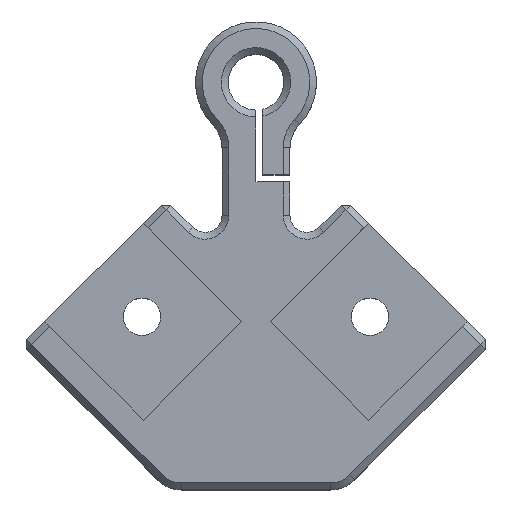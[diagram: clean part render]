
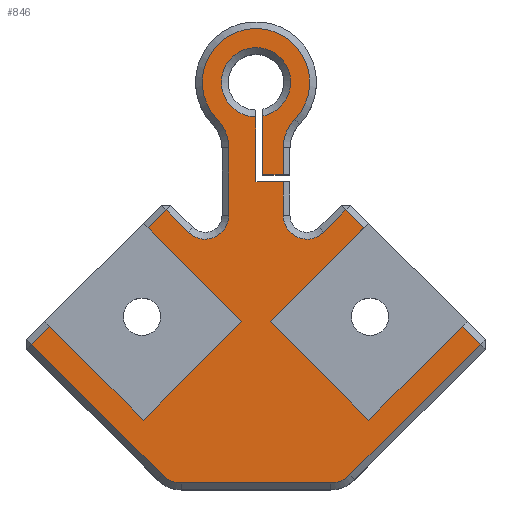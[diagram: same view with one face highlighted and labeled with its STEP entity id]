
A CAD part, top view. The second image highlights one B-rep face of the part: STEP entity #846.
In plain terms, the highlighted planar face has unit normal (0, 0, 1).
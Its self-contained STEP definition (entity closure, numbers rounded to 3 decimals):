
#362 = VERTEX_POINT('',#363);
#363 = CARTESIAN_POINT('',(5.683,-5.487,25.));
#369 = EDGE_CURVE('',#362,#370,#372,.T.);
#370 = VERTEX_POINT('',#371);
#371 = CARTESIAN_POINT('',(4.,-9.655,25.));
#372 = CIRCLE('',#373,6.);
#373 = AXIS2_PLACEMENT_3D('',#374,#375,#376);
#374 = CARTESIAN_POINT('',(10.,-9.655,25.));
#375 = DIRECTION('',(0.,0.,1.));
#376 = DIRECTION('',(-0.719,0.695,0.));
#428 = VERTEX_POINT('',#429);
#429 = CARTESIAN_POINT('',(1.,-13.655,25.));
#435 = EDGE_CURVE('',#428,#436,#438,.T.);
#436 = VERTEX_POINT('',#437);
#437 = CARTESIAN_POINT('',(4.,-13.655,25.));
#438 = LINE('',#439,#440);
#439 = CARTESIAN_POINT('',(1.,-13.655,25.));
#440 = VECTOR('',#441,1.);
#441 = DIRECTION('',(1.,0.,0.));
#458 = EDGE_CURVE('',#370,#436,#459,.T.);
#459 = LINE('',#460,#461);
#460 = CARTESIAN_POINT('',(4.,-9.655,25.));
#461 = VECTOR('',#462,1.);
#462 = DIRECTION('',(0.,-1.,0.));
#692 = VERTEX_POINT('',#693);
#693 = CARTESIAN_POINT('',(1.,-5.001,25.));
#700 = EDGE_CURVE('',#692,#428,#701,.T.);
#701 = LINE('',#702,#703);
#702 = CARTESIAN_POINT('',(1.,-3.976,25.));
#703 = VECTOR('',#704,1.);
#704 = DIRECTION('',(0.,-1.,0.));
#728 = VERTEX_POINT('',#729);
#729 = CARTESIAN_POINT('',(-5.683,-5.487,25.));
#735 = EDGE_CURVE('',#728,#362,#736,.T.);
#736 = CIRCLE('',#737,7.9);
#737 = AXIS2_PLACEMENT_3D('',#738,#739,#740);
#738 = CARTESIAN_POINT('',(0.,0.,25.));
#739 = DIRECTION('',(-0.,0.,-1.));
#740 = DIRECTION('',(-0.719,-0.695,0.));
#846 = ADVANCED_FACE('',(#847),#1058,.T.);
#847 = FACE_BOUND('',#848,.T.);
#848 = EDGE_LOOP('',(#849,#850,#851,#852,#853,#862,#870,#879,#887,#895,
    #903,#911,#919,#927,#935,#944,#952,#961,#969,#977,#985,#993,#1001,
    #1009,#1017,#1026,#1034,#1042,#1050,#1057));
#849 = ORIENTED_EDGE('',*,*,#435,.T.);
#850 = ORIENTED_EDGE('',*,*,#458,.F.);
#851 = ORIENTED_EDGE('',*,*,#369,.F.);
#852 = ORIENTED_EDGE('',*,*,#735,.F.);
#853 = ORIENTED_EDGE('',*,*,#854,.F.);
#854 = EDGE_CURVE('',#855,#728,#857,.T.);
#855 = VERTEX_POINT('',#856);
#856 = CARTESIAN_POINT('',(-4.,-9.655,25.));
#857 = CIRCLE('',#858,6.);
#858 = AXIS2_PLACEMENT_3D('',#859,#860,#861);
#859 = CARTESIAN_POINT('',(-10.,-9.655,25.));
#860 = DIRECTION('',(0.,0.,1.));
#861 = DIRECTION('',(1.,0.,0.));
#862 = ORIENTED_EDGE('',*,*,#863,.F.);
#863 = EDGE_CURVE('',#864,#855,#866,.T.);
#864 = VERTEX_POINT('',#865);
#865 = CARTESIAN_POINT('',(-4.,-19.609,25.));
#866 = LINE('',#867,#868);
#867 = CARTESIAN_POINT('',(-4.,-19.609,25.));
#868 = VECTOR('',#869,1.);
#869 = DIRECTION('',(0.,1.,0.));
#870 = ORIENTED_EDGE('',*,*,#871,.F.);
#871 = EDGE_CURVE('',#872,#864,#874,.T.);
#872 = VERTEX_POINT('',#873);
#873 = CARTESIAN_POINT('',(-9.975,-22.084,25.));
#874 = CIRCLE('',#875,3.5);
#875 = AXIS2_PLACEMENT_3D('',#876,#877,#878);
#876 = CARTESIAN_POINT('',(-7.5,-19.609,25.));
#877 = DIRECTION('',(0.,0.,1.));
#878 = DIRECTION('',(-0.707,-0.707,0.));
#879 = ORIENTED_EDGE('',*,*,#880,.F.);
#880 = EDGE_CURVE('',#881,#872,#883,.T.);
#881 = VERTEX_POINT('',#882);
#882 = CARTESIAN_POINT('',(-13.248,-18.811,25.));
#883 = LINE('',#884,#885);
#884 = CARTESIAN_POINT('',(-13.955,-18.104,25.));
#885 = VECTOR('',#886,1.);
#886 = DIRECTION('',(0.707,-0.707,0.));
#887 = ORIENTED_EDGE('',*,*,#888,.F.);
#888 = EDGE_CURVE('',#889,#881,#891,.T.);
#889 = VERTEX_POINT('',#890);
#890 = CARTESIAN_POINT('',(-15.9,-21.463,25.));
#891 = LINE('',#892,#893);
#892 = CARTESIAN_POINT('',(-15.9,-21.463,25.));
#893 = VECTOR('',#894,1.);
#894 = DIRECTION('',(0.707,0.707,0.));
#895 = ORIENTED_EDGE('',*,*,#896,.T.);
#896 = EDGE_CURVE('',#889,#897,#899,.T.);
#897 = VERTEX_POINT('',#898);
#898 = CARTESIAN_POINT('',(-2.111,-35.251,25.));
#899 = LINE('',#900,#901);
#900 = CARTESIAN_POINT('',(-16.607,-20.755,25.));
#901 = VECTOR('',#902,1.);
#902 = DIRECTION('',(0.707,-0.707,0.));
#903 = ORIENTED_EDGE('',*,*,#904,.F.);
#904 = EDGE_CURVE('',#905,#897,#907,.T.);
#905 = VERTEX_POINT('',#906);
#906 = CARTESIAN_POINT('',(-16.607,-49.747,25.));
#907 = LINE('',#908,#909);
#908 = CARTESIAN_POINT('',(-16.607,-49.747,25.));
#909 = VECTOR('',#910,1.);
#910 = DIRECTION('',(0.707,0.707,0.));
#911 = ORIENTED_EDGE('',*,*,#912,.F.);
#912 = EDGE_CURVE('',#913,#905,#915,.T.);
#913 = VERTEX_POINT('',#914);
#914 = CARTESIAN_POINT('',(-30.395,-35.958,25.));
#915 = LINE('',#916,#917);
#916 = CARTESIAN_POINT('',(-31.102,-35.251,25.));
#917 = VECTOR('',#918,1.);
#918 = DIRECTION('',(0.707,-0.707,0.));
#919 = ORIENTED_EDGE('',*,*,#920,.F.);
#920 = EDGE_CURVE('',#921,#913,#923,.T.);
#921 = VERTEX_POINT('',#922);
#922 = CARTESIAN_POINT('',(-33.047,-38.61,25.));
#923 = LINE('',#924,#925);
#924 = CARTESIAN_POINT('',(-33.754,-39.317,25.));
#925 = VECTOR('',#926,1.);
#926 = DIRECTION('',(0.707,0.707,0.));
#927 = ORIENTED_EDGE('',*,*,#928,.T.);
#928 = EDGE_CURVE('',#921,#929,#931,.T.);
#929 = VERTEX_POINT('',#930);
#930 = CARTESIAN_POINT('',(-13.828,-57.828,25.));
#931 = LINE('',#932,#933);
#932 = CARTESIAN_POINT('',(-33.754,-37.903,25.));
#933 = VECTOR('',#934,1.);
#934 = DIRECTION('',(0.707,-0.707,0.));
#935 = ORIENTED_EDGE('',*,*,#936,.T.);
#936 = EDGE_CURVE('',#929,#937,#939,.T.);
#937 = VERTEX_POINT('',#938);
#938 = CARTESIAN_POINT('',(-11.,-59.,25.));
#939 = CIRCLE('',#940,4.);
#940 = AXIS2_PLACEMENT_3D('',#941,#942,#943);
#941 = CARTESIAN_POINT('',(-11.,-55.,25.));
#942 = DIRECTION('',(0.,0.,1.));
#943 = DIRECTION('',(-0.707,-0.707,0.));
#944 = ORIENTED_EDGE('',*,*,#945,.T.);
#945 = EDGE_CURVE('',#937,#946,#948,.T.);
#946 = VERTEX_POINT('',#947);
#947 = CARTESIAN_POINT('',(11.,-59.,25.));
#948 = LINE('',#949,#950);
#949 = CARTESIAN_POINT('',(-11.,-59.,25.));
#950 = VECTOR('',#951,1.);
#951 = DIRECTION('',(1.,0.,0.));
#952 = ORIENTED_EDGE('',*,*,#953,.T.);
#953 = EDGE_CURVE('',#946,#954,#956,.T.);
#954 = VERTEX_POINT('',#955);
#955 = CARTESIAN_POINT('',(13.828,-57.828,25.));
#956 = CIRCLE('',#957,4.);
#957 = AXIS2_PLACEMENT_3D('',#958,#959,#960);
#958 = CARTESIAN_POINT('',(11.,-55.,25.));
#959 = DIRECTION('',(0.,0.,1.));
#960 = DIRECTION('',(0.,-1.,0.));
#961 = ORIENTED_EDGE('',*,*,#962,.T.);
#962 = EDGE_CURVE('',#954,#963,#965,.T.);
#963 = VERTEX_POINT('',#964);
#964 = CARTESIAN_POINT('',(33.047,-38.61,25.));
#965 = LINE('',#966,#967);
#966 = CARTESIAN_POINT('',(13.828,-57.828,25.));
#967 = VECTOR('',#968,1.);
#968 = DIRECTION('',(0.707,0.707,0.));
#969 = ORIENTED_EDGE('',*,*,#970,.T.);
#970 = EDGE_CURVE('',#963,#971,#973,.T.);
#971 = VERTEX_POINT('',#972);
#972 = CARTESIAN_POINT('',(30.395,-35.958,25.));
#973 = LINE('',#974,#975);
#974 = CARTESIAN_POINT('',(33.754,-39.317,25.));
#975 = VECTOR('',#976,1.);
#976 = DIRECTION('',(-0.707,0.707,0.));
#977 = ORIENTED_EDGE('',*,*,#978,.T.);
#978 = EDGE_CURVE('',#971,#979,#981,.T.);
#979 = VERTEX_POINT('',#980);
#980 = CARTESIAN_POINT('',(16.607,-49.747,25.));
#981 = LINE('',#982,#983);
#982 = CARTESIAN_POINT('',(31.102,-35.251,25.));
#983 = VECTOR('',#984,1.);
#984 = DIRECTION('',(-0.707,-0.707,-0.));
#985 = ORIENTED_EDGE('',*,*,#986,.T.);
#986 = EDGE_CURVE('',#979,#987,#989,.T.);
#987 = VERTEX_POINT('',#988);
#988 = CARTESIAN_POINT('',(2.111,-35.251,25.));
#989 = LINE('',#990,#991);
#990 = CARTESIAN_POINT('',(16.607,-49.747,25.));
#991 = VECTOR('',#992,1.);
#992 = DIRECTION('',(-0.707,0.707,0.));
#993 = ORIENTED_EDGE('',*,*,#994,.F.);
#994 = EDGE_CURVE('',#995,#987,#997,.T.);
#995 = VERTEX_POINT('',#996);
#996 = CARTESIAN_POINT('',(15.9,-21.463,25.));
#997 = LINE('',#998,#999);
#998 = CARTESIAN_POINT('',(16.607,-20.755,25.));
#999 = VECTOR('',#1000,1.);
#1000 = DIRECTION('',(-0.707,-0.707,-0.));
#1001 = ORIENTED_EDGE('',*,*,#1002,.T.);
#1002 = EDGE_CURVE('',#995,#1003,#1005,.T.);
#1003 = VERTEX_POINT('',#1004);
#1004 = CARTESIAN_POINT('',(13.248,-18.811,25.));
#1005 = LINE('',#1006,#1007);
#1006 = CARTESIAN_POINT('',(15.9,-21.463,25.));
#1007 = VECTOR('',#1008,1.);
#1008 = DIRECTION('',(-0.707,0.707,0.));
#1009 = ORIENTED_EDGE('',*,*,#1010,.F.);
#1010 = EDGE_CURVE('',#1011,#1003,#1013,.T.);
#1011 = VERTEX_POINT('',#1012);
#1012 = CARTESIAN_POINT('',(9.975,-22.084,25.));
#1013 = LINE('',#1014,#1015);
#1014 = CARTESIAN_POINT('',(9.975,-22.084,25.));
#1015 = VECTOR('',#1016,1.);
#1016 = DIRECTION('',(0.707,0.707,0.));
#1017 = ORIENTED_EDGE('',*,*,#1018,.F.);
#1018 = EDGE_CURVE('',#1019,#1011,#1021,.T.);
#1019 = VERTEX_POINT('',#1020);
#1020 = CARTESIAN_POINT('',(4.,-19.609,25.));
#1021 = CIRCLE('',#1022,3.5);
#1022 = AXIS2_PLACEMENT_3D('',#1023,#1024,#1025);
#1023 = CARTESIAN_POINT('',(7.5,-19.609,25.));
#1024 = DIRECTION('',(0.,0.,1.));
#1025 = DIRECTION('',(-1.,0.,0.));
#1026 = ORIENTED_EDGE('',*,*,#1027,.F.);
#1027 = EDGE_CURVE('',#1028,#1019,#1030,.T.);
#1028 = VERTEX_POINT('',#1029);
#1029 = CARTESIAN_POINT('',(4.,-14.655,25.));
#1030 = LINE('',#1031,#1032);
#1031 = CARTESIAN_POINT('',(4.,-14.655,25.));
#1032 = VECTOR('',#1033,1.);
#1033 = DIRECTION('',(0.,-1.,0.));
#1034 = ORIENTED_EDGE('',*,*,#1035,.F.);
#1035 = EDGE_CURVE('',#1036,#1028,#1038,.T.);
#1036 = VERTEX_POINT('',#1037);
#1037 = CARTESIAN_POINT('',(0.,-14.655,25.));
#1038 = LINE('',#1039,#1040);
#1039 = CARTESIAN_POINT('',(0.,-14.655,25.));
#1040 = VECTOR('',#1041,1.);
#1041 = DIRECTION('',(1.,0.,0.));
#1042 = ORIENTED_EDGE('',*,*,#1043,.F.);
#1043 = EDGE_CURVE('',#1044,#1036,#1046,.T.);
#1044 = VERTEX_POINT('',#1045);
#1045 = CARTESIAN_POINT('',(0.,-5.1,25.));
#1046 = LINE('',#1047,#1048);
#1047 = CARTESIAN_POINT('',(0.,-4.1,25.));
#1048 = VECTOR('',#1049,1.);
#1049 = DIRECTION('',(0.,-1.,0.));
#1050 = ORIENTED_EDGE('',*,*,#1051,.F.);
#1051 = EDGE_CURVE('',#692,#1044,#1052,.T.);
#1052 = CIRCLE('',#1053,5.1);
#1053 = AXIS2_PLACEMENT_3D('',#1054,#1055,#1056);
#1054 = CARTESIAN_POINT('',(0.,0.,25.));
#1055 = DIRECTION('',(-0.,0.,1.));
#1056 = DIRECTION('',(0.244,-0.97,0.));
#1057 = ORIENTED_EDGE('',*,*,#700,.T.);
#1058 = PLANE('',#1059);
#1059 = AXIS2_PLACEMENT_3D('',#1060,#1061,#1062);
#1060 = CARTESIAN_POINT('',(0.102,-25.553,25.));
#1061 = DIRECTION('',(0.,0.,1.));
#1062 = DIRECTION('',(1.,0.,0.));
